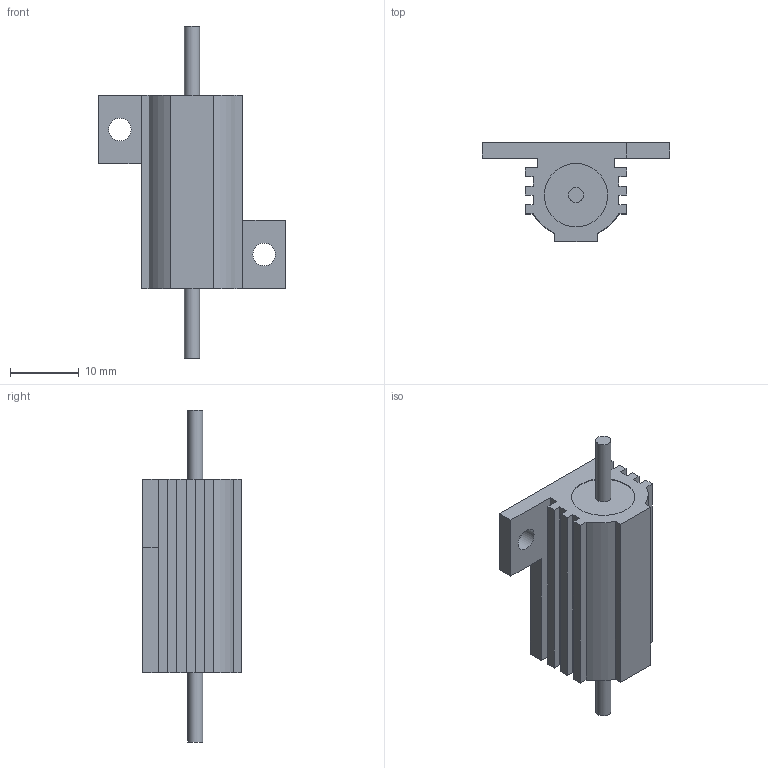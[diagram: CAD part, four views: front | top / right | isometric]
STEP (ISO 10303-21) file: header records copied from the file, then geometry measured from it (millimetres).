
FILE_DESCRIPTION(/* description */ ('Unknownrtyh'),/* implementation_level */ '2;1');
FILE_NAME(/* name */ 'POWER RESISTOR WH25',/* time_stamp */ '2017-11-15T11:28:25+01:00',/* author */ ('Unknownsdferf'),/* organization */ ('sdUnknown'),/* preprocessor_version */ 'ST-DEVELOPER v16',/* originating_system */ 'DEX',/* authorisation */ $);
FILE_SCHEMA (('AP242_MANAGED_MODEL_BASED_3D_ENGINEERING_MIM_LF { 1 0 10303 442 20130219 1 4 }'));
Length unit declared in the file: millimetre
Products named in the file (1): RESISTOR WH25
Bounding box: 27.29 x 14.43 x 48.4 mm (x, y, z)
Volume: 5339.4 mm3; surface area: 2847.2 mm2
Topology: 1 solids, 1 shells, 50 faces, 135 edges, 91 vertices
Faces by surface type: plane 42, cylinder 8
Full cylindrical faces by diameter (mm): 2.2 x2, 3.3 x2, 9.25 x2
Entity records: 1540 total; most frequent: CARTESIAN_POINT 265, ORIENTED_EDGE 252, DIRECTION 244, EDGE_CURVE 126, LINE 110, VECTOR 110, VERTEX_POINT 88, AXIS2_PLACEMENT_3D 67
